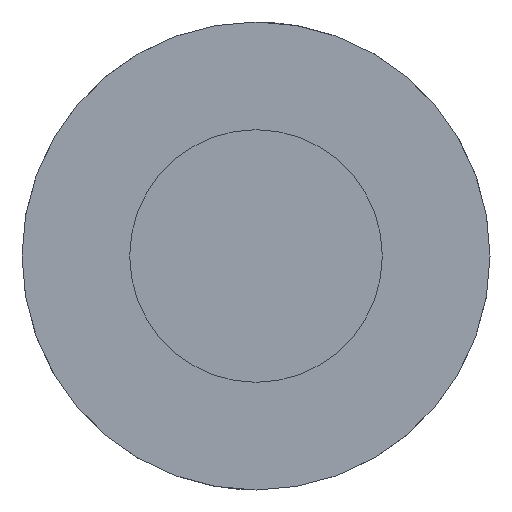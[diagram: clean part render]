
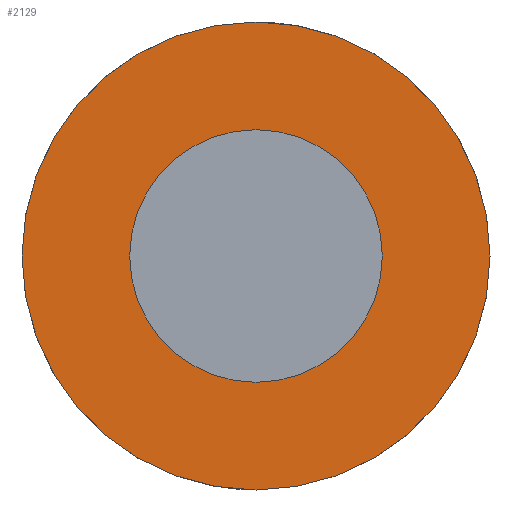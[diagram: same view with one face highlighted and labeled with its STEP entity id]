
A CAD part, left-side view. The second image highlights one B-rep face of the part: STEP entity #2129.
In plain terms, the highlighted face is planar.
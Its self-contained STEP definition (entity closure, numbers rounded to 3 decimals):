
#1168=CARTESIAN_POINT('',(0.,0.,0.));
#1169=DIRECTION('',(0.,0.,-1.));
#1170=DIRECTION('',(-1.,0.,0.));
#1171=AXIS2_PLACEMENT_3D('',#1168,#1169,#1170);
#1176=CARTESIAN_POINT('',(0.,0.,0.));
#1177=DIRECTION('',(0.,0.,1.));
#1178=DIRECTION('',(-1.,0.,0.));
#1179=AXIS2_PLACEMENT_3D('',#1176,#1177,#1178);
#1198=CARTESIAN_POINT('',(0.,0.,0.));
#1199=DIRECTION('',(0.,0.,1.));
#1200=DIRECTION('',(-1.,0.,0.));
#1201=AXIS2_PLACEMENT_3D('',#1198,#1199,#1200);
#1206=CARTESIAN_POINT('',(0.,0.,0.));
#1207=DIRECTION('',(0.,0.,-1.));
#1208=DIRECTION('',(-1.,0.,0.));
#1209=AXIS2_PLACEMENT_3D('',#1206,#1207,#1208);
#1364=CARTESIAN_POINT('',(-31.5,0.,0.));
#1366=VERTEX_POINT('',#1364);
#1367=CARTESIAN_POINT('',(-17.,0.,0.));
#1369=VERTEX_POINT('',#1367);
#1372=CARTESIAN_POINT('',(31.5,0.,0.));
#1374=VERTEX_POINT('',#1372);
#1375=CARTESIAN_POINT('',(17.,0.,0.));
#1377=VERTEX_POINT('',#1375);
#2114=CARTESIAN_POINT('',(0.,0.,0.));
#2115=DIRECTION('',(0.,0.,-1.));
#2116=DIRECTION('',(1.,0.,0.));
#2117=AXIS2_PLACEMENT_3D('',#2114,#2115,#2116);
#2118=PLANE('',#2117);
#2119=ORIENTED_EDGE('',*,*,#2107,.T.);
#2120=ORIENTED_EDGE('',*,*,#2092,.F.);
#2121=EDGE_LOOP('',(#2119,#2120));
#2122=FACE_OUTER_BOUND('',#2121,.F.);
#2124=ORIENTED_EDGE('',*,*,#2123,.T.);
#2126=ORIENTED_EDGE('',*,*,#2125,.F.);
#2127=EDGE_LOOP('',(#2124,#2126));
#2128=FACE_BOUND('',#2127,.F.);
#1172=CIRCLE('',#1171,31.5);
#1180=CIRCLE('',#1179,31.5);
#1202=CIRCLE('',#1201,17.);
#1210=CIRCLE('',#1209,17.);
#2092=EDGE_CURVE('',#1366,#1374,#1180,.T.);
#2107=EDGE_CURVE('',#1366,#1374,#1172,.T.);
#2123=EDGE_CURVE('',#1369,#1377,#1202,.T.);
#2125=EDGE_CURVE('',#1369,#1377,#1210,.T.);
#2129=ADVANCED_FACE('',(#2122,#2128),#2118,.F.);
